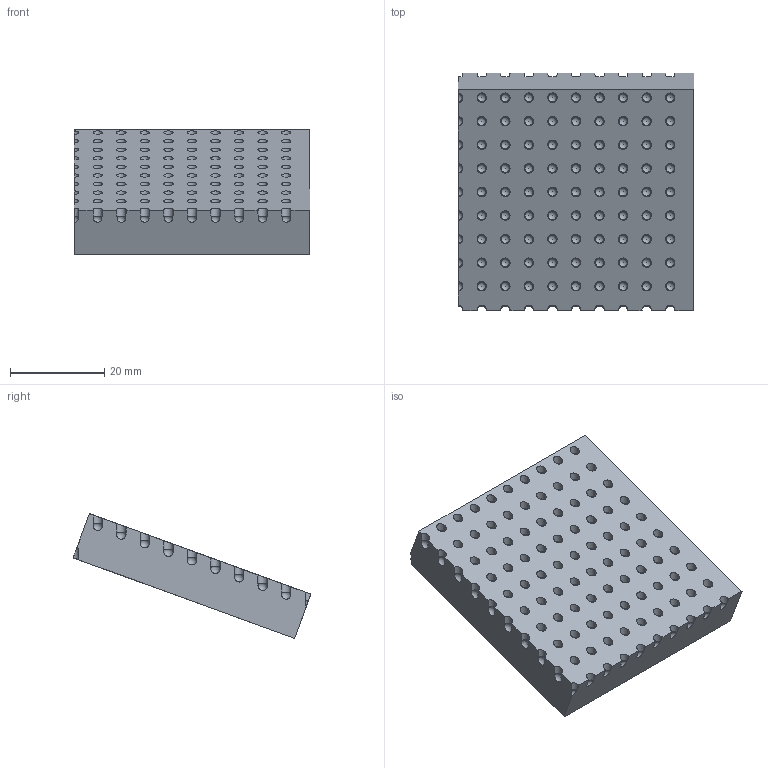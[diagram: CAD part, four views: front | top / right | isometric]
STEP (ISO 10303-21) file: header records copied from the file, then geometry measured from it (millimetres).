
FILE_DESCRIPTION(('Open CASCADE Model'),'2;1');
FILE_NAME('Open CASCADE Shape Model','2025-05-02T17:33:41',('Author'),( 'Open CASCADE'),'Open CASCADE STEP processor 7.7','Open CASCADE 7.7' ,'Unknown');
FILE_SCHEMA(('AUTOMOTIVE_DESIGN { 1 0 10303 214 1 1 1 1 }'));
Length unit declared in the file: millimetre
Products named in the file (1): Open CASCADE STEP translator 7.7 7
Bounding box: 50 x 50.4 x 26.5 mm (x, y, z)
Volume: 24248.6 mm3; surface area: 8337.2 mm2
Topology: 1 solids, 1 shells, 326 faces, 796 edges, 544 vertices
Faces by surface type: plane 116, cylinder 110, sphere 100
Full cylindrical faces by diameter (mm): 2 x81
Entity records: 20667 total; most frequent: CARTESIAN_POINT 5801, DIRECTION 2888, ORIENTED_EDGE 1412, PCURVE 1412, DEFINITIONAL_REPRESENTATION 1412, AXIS2_PLACEMENT_3D 844, LINE 782, VECTOR 782
